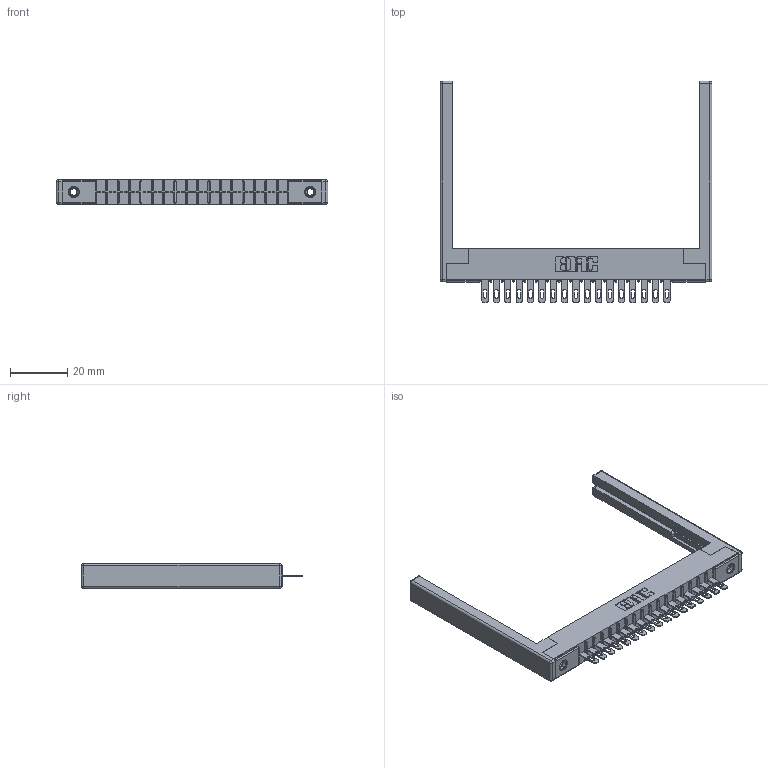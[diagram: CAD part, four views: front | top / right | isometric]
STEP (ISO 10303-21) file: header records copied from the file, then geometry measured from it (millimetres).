
FILE_DESCRIPTION (( 'STEP AP203' ), '1' );
FILE_NAME ('356-017-500-168.STEP', '2018-08-01T19:21:52', ( '' ), ( '' ), 'SwSTEP 2.0', 'SolidWorks 2016', '' );
FILE_SCHEMA (( 'CONFIG_CONTROL_DESIGN' ));
Length unit declared in the file: inch
Products named in the file (5): 306 Part_.156 Dia; 306-290-001_100; 345-250-001_345-250-001-102; 307-220-068; 356-017-500-168
Assembly tree (22 placements, depth 2):
  356-017-500-168
    306 Part_.156 Dia
    306-290-001_100  x17
    345-250-001_345-250-001-102  x2
    307-220-068  x2
Bounding box: 94.79 x 77.17 x 8.71 mm (x, y, z)
Volume: 11060 mm3; surface area: 13862.5 mm2
Topology: 22 solids, 22 shells, 1562 faces, 4361 edges, 2794 vertices
Faces by surface type: plane 1006, cylinder 464, sphere 76, cone 12, torus 4
Entity records: 22015 total; most frequent: CARTESIAN_POINT 3659, DIRECTION 3624, ORIENTED_EDGE 3616, EDGE_CURVE 1808, LINE 1394, VECTOR 1394, VERTEX_POINT 1150, AXIS2_PLACEMENT_3D 1115
